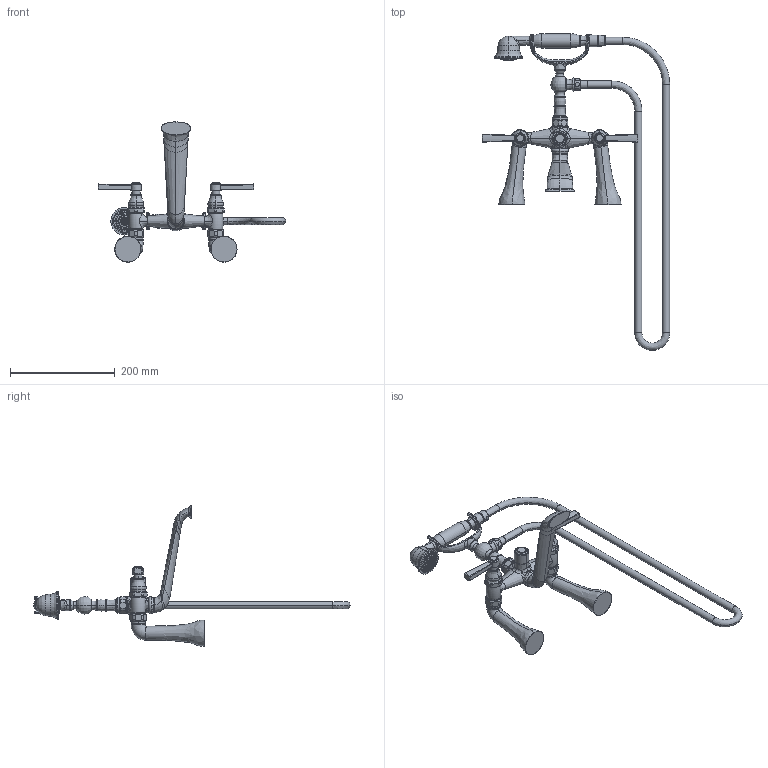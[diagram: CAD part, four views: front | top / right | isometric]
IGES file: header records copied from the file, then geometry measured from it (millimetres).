
Start section:  PTC IGES file: 910-4273.igs
Global section: file name: 910-4273.igs; native system: Creo Parametric by PTC Inc.; preprocessor: 2018400; author: jinson.thomas; organization: Unknown; date: 20210114.141645; units: inch
Bounding box: 358.74 x 606.04 x 268.56 mm (x, y, z)
Volume: 1005092.8 mm3; surface area: 191719.1 mm2
Topology: 1 solids, 1 shells, 897 faces, 2032 edges, 1230 vertices
Faces by surface type: revolution 522, bspline 371, extrusion 4
